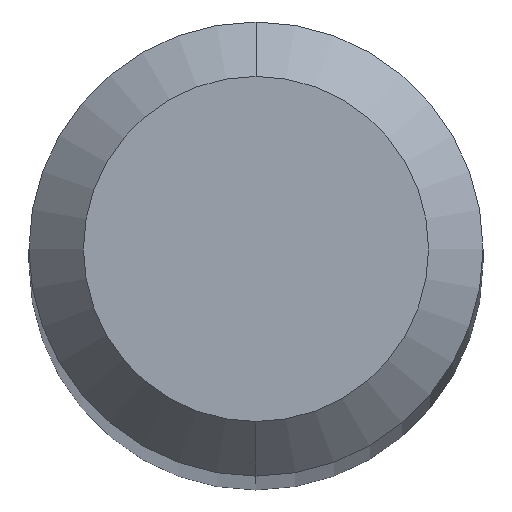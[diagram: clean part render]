
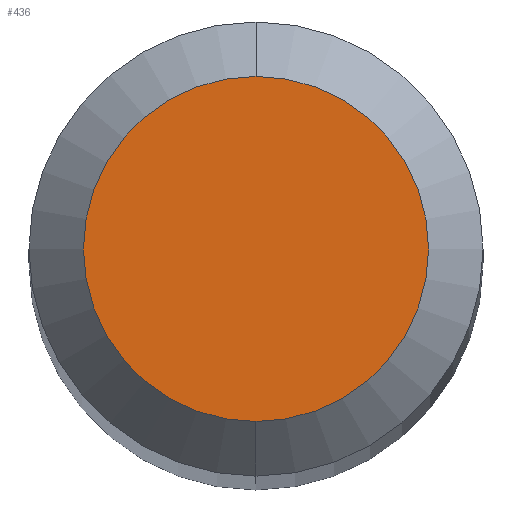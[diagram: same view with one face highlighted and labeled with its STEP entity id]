
A CAD part, top view. The second image highlights one B-rep face of the part: STEP entity #436.
In plain terms, the highlighted planar face has unit normal (0, 0, 1).
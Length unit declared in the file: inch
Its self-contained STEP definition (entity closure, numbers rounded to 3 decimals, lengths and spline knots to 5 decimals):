
#1 = DIRECTION ( 'NONE',  ( 0., 0., 1. ) ) ;
#68 = EDGE_CURVE ( 'NONE', #258, #484, #151, .T. ) ;
#81 = ORIENTED_EDGE ( 'NONE', *, *, #174, .T. ) ;
#97 = DIRECTION ( 'NONE',  ( 0., 0., 1. ) ) ;
#151 = CIRCLE ( 'NONE', #399, 0.0475 ) ;
#167 = CARTESIAN_POINT ( 'NONE',  ( 0., -0.0475, 0. ) ) ;
#174 = EDGE_CURVE ( 'NONE', #484, #258, #301, .T. ) ;
#184 = DIRECTION ( 'NONE',  ( 0., -1., 0. ) ) ;
#197 = CARTESIAN_POINT ( 'NONE',  ( 0., 0.0475, 0. ) ) ;
#208 = FACE_OUTER_BOUND ( 'NONE', #442, .T. ) ;
#218 = DIRECTION ( 'NONE',  ( 0., 0., -1. ) ) ;
#247 = CARTESIAN_POINT ( 'NONE',  ( 0., 0., 0. ) ) ;
#255 = AXIS2_PLACEMENT_3D ( 'NONE', #247, #1, #279 ) ;
#258 = VERTEX_POINT ( 'NONE', #197 ) ;
#279 = DIRECTION ( 'NONE',  ( 0., -1., 0. ) ) ;
#298 = CARTESIAN_POINT ( 'NONE',  ( 0., 0.0475, 0. ) ) ;
#301 = CIRCLE ( 'NONE', #255, 0.0475 ) ;
#360 = CARTESIAN_POINT ( 'NONE',  ( 0., 0., 0. ) ) ;
#399 = AXIS2_PLACEMENT_3D ( 'NONE', #360, #97, #184 ) ;
#421 = PLANE ( 'NONE',  #480 ) ;
#436 = ADVANCED_FACE ( 'NONE', ( #208 ), #421, .F. ) ;
#442 = EDGE_LOOP ( 'NONE', ( #476, #81 ) ) ;
#458 = DIRECTION ( 'NONE',  ( 0., 1., 0. ) ) ;
#476 = ORIENTED_EDGE ( 'NONE', *, *, #68, .T. ) ;
#480 = AXIS2_PLACEMENT_3D ( 'NONE', #298, #218, #458 ) ;
#484 = VERTEX_POINT ( 'NONE', #167 ) ;
